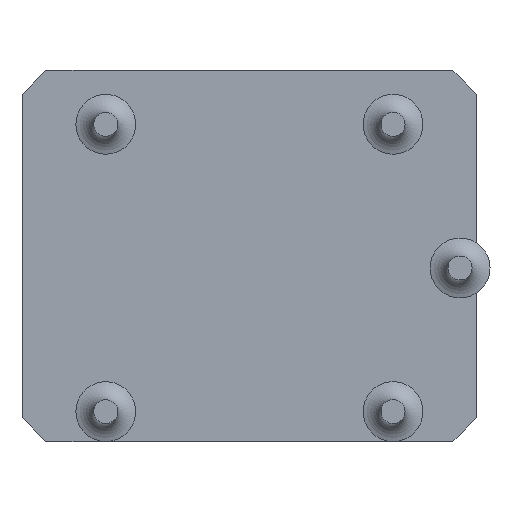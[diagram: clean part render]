
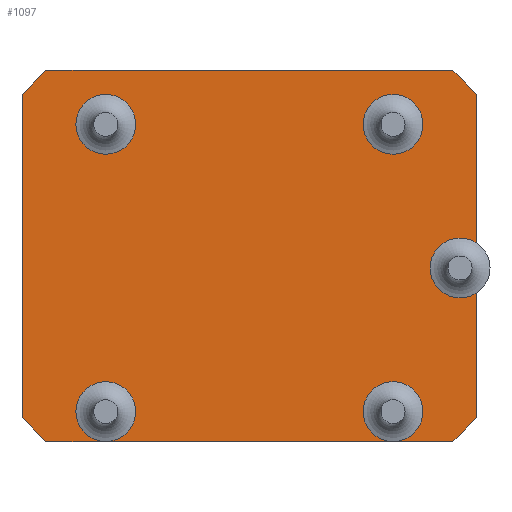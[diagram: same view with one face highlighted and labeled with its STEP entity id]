
A CAD part, front view. The second image highlights one B-rep face of the part: STEP entity #1097.
In plain terms, the highlighted planar face has unit normal (0, -1, 0).
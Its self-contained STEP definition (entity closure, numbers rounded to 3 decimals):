
#931=CARTESIAN_POINT('',(9.5,0.,6.75));
#932=VERTEX_POINT('',#931);
#939=CARTESIAN_POINT('',(9.5,0.,-6.75));
#940=VERTEX_POINT('',#939);
#941=CARTESIAN_POINT('',(9.5,0.,6.75));
#942=DIRECTION('',(0.,0.,-1.));
#943=VECTOR('',#942,13.5);
#944=LINE('',#941,#943);
#945=EDGE_CURVE('',#932,#940,#944,.T.);
#1019=CARTESIAN_POINT('',(-9.5,0.,-6.75));
#1020=VERTEX_POINT('',#1019);
#1027=CARTESIAN_POINT('',(-9.5,0.,6.75));
#1028=VERTEX_POINT('',#1027);
#1029=CARTESIAN_POINT('',(-9.5,0.,6.75));
#1030=DIRECTION('',(0.,0.,-1.));
#1031=VECTOR('',#1030,13.5);
#1032=LINE('',#1029,#1031);
#1033=EDGE_CURVE('',#1028,#1020,#1032,.T.);
#1044=CARTESIAN_POINT('',(-9.5,0.,7.75));
#1045=DIRECTION('',(0.,1.,0.));
#1046=DIRECTION('',(0.,0.,1.));
#1047=AXIS2_PLACEMENT_3D('',#1044,#1045,#1046);
#1048=PLANE('',#1047);
#1049=ORIENTED_EDGE('',*,*,#945,.F.);
#1050=CARTESIAN_POINT('',(8.5,0.,7.75));
#1051=VERTEX_POINT('',#1050);
#1052=CARTESIAN_POINT('',(9.5,0.,6.75));
#1053=DIRECTION('',(-0.707,0.,0.707));
#1054=VECTOR('',#1053,1.414);
#1055=LINE('',#1052,#1054);
#1056=EDGE_CURVE('',#932,#1051,#1055,.T.);
#1057=ORIENTED_EDGE('',*,*,#1056,.T.);
#1058=CARTESIAN_POINT('',(-8.5,0.,7.75));
#1059=VERTEX_POINT('',#1058);
#1060=CARTESIAN_POINT('',(-8.5,0.,7.75));
#1061=DIRECTION('',(1.,0.,-0.));
#1062=VECTOR('',#1061,17.);
#1063=LINE('',#1060,#1062);
#1064=EDGE_CURVE('',#1059,#1051,#1063,.T.);
#1065=ORIENTED_EDGE('',*,*,#1064,.F.);
#1066=CARTESIAN_POINT('',(-8.5,0.,7.75));
#1067=DIRECTION('',(-0.707,0.,-0.707));
#1068=VECTOR('',#1067,1.414);
#1069=LINE('',#1066,#1068);
#1070=EDGE_CURVE('',#1059,#1028,#1069,.T.);
#1071=ORIENTED_EDGE('',*,*,#1070,.T.);
#1072=ORIENTED_EDGE('',*,*,#1033,.T.);
#1073=CARTESIAN_POINT('',(-8.5,0.,-7.75));
#1074=VERTEX_POINT('',#1073);
#1075=CARTESIAN_POINT('',(-9.5,0.,-6.75));
#1076=DIRECTION('',(0.707,-0.,-0.707));
#1077=VECTOR('',#1076,1.414);
#1078=LINE('',#1075,#1077);
#1079=EDGE_CURVE('',#1020,#1074,#1078,.T.);
#1080=ORIENTED_EDGE('',*,*,#1079,.T.);
#1081=CARTESIAN_POINT('',(8.5,0.,-7.75));
#1082=VERTEX_POINT('',#1081);
#1083=CARTESIAN_POINT('',(-8.5,0.,-7.75));
#1084=DIRECTION('',(1.,0.,-0.));
#1085=VECTOR('',#1084,17.);
#1086=LINE('',#1083,#1085);
#1087=EDGE_CURVE('',#1074,#1082,#1086,.T.);
#1088=ORIENTED_EDGE('',*,*,#1087,.T.);
#1089=CARTESIAN_POINT('',(8.5,0.,-7.75));
#1090=DIRECTION('',(0.707,-0.,0.707));
#1091=VECTOR('',#1090,1.414);
#1092=LINE('',#1089,#1091);
#1093=EDGE_CURVE('',#1082,#940,#1092,.T.);
#1094=ORIENTED_EDGE('',*,*,#1093,.T.);
#1095=EDGE_LOOP('',(#1049,#1057,#1065,#1071,#1072,#1080,#1088,#1094));
#1096=FACE_BOUND('',#1095,.T.);
#1097=ADVANCED_FACE('',(#1096),#1048,.F.);
